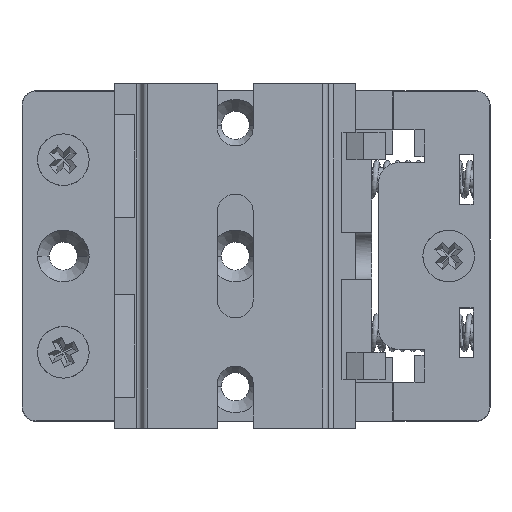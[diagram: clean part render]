
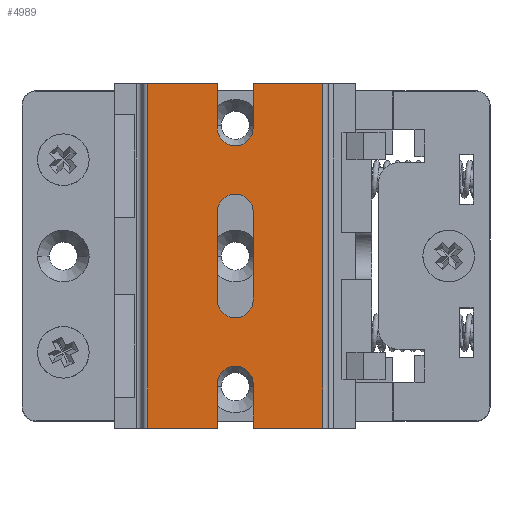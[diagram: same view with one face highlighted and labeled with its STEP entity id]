
A CAD part, top view. The second image highlights one B-rep face of the part: STEP entity #4989.
In plain terms, the highlighted face is planar.
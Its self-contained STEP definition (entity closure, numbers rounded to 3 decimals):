
#2 = LINE ( 'NONE', #14487, #24393 ) ;
#27 = CARTESIAN_POINT ( 'NONE',  ( -39.9, 18.6, 2.5 ) ) ;
#88 = VERTEX_POINT ( 'NONE', #20476 ) ;
#131 = VERTEX_POINT ( 'NONE', #18526 ) ;
#238 = CARTESIAN_POINT ( 'NONE',  ( -45.1, 0., 2.5 ) ) ;
#239 = CARTESIAN_POINT ( 'NONE',  ( -55.2, 0., 2.5 ) ) ;
#509 = CARTESIAN_POINT ( 'NONE',  ( -55.2, 0., 2.5 ) ) ;
#1057 = AXIS2_PLACEMENT_3D ( 'NONE', #17362, #17627, #11376 ) ;
#1298 = CARTESIAN_POINT ( 'NONE',  ( -45.1, 43.6, 2.5 ) ) ;
#2040 = VECTOR ( 'NONE', #8769, 1000. ) ;
#2126 = FACE_BOUND ( 'NONE', #2943, .T. ) ;
#2181 = DIRECTION ( 'NONE',  ( -1., 0., 0. ) ) ;
#2258 = AXIS2_PLACEMENT_3D ( 'NONE', #3052, #5087, #5177 ) ;
#2360 = CARTESIAN_POINT ( 'NONE',  ( -29.8, 0., 2.5 ) ) ;
#2633 = ORIENTED_EDGE ( 'NONE', *, *, #19534, .T. ) ;
#2943 = EDGE_LOOP ( 'NONE', ( #13111, #7061, #23283, #10256 ) ) ;
#2959 = EDGE_CURVE ( 'NONE', #9273, #88, #7270, .T. ) ;
#3052 = CARTESIAN_POINT ( 'NONE',  ( -42.5, 43.6, 2.5 ) ) ;
#3121 = CARTESIAN_POINT ( 'NONE',  ( -39.9, 43.6, 2.5 ) ) ;
#3243 = CARTESIAN_POINT ( 'NONE',  ( -45.1, 31.4, 2.5 ) ) ;
#3309 = CARTESIAN_POINT ( 'NONE',  ( -29.8, 50., 2.5 ) ) ;
#3333 = ORIENTED_EDGE ( 'NONE', *, *, #15042, .F. ) ;
#3742 = LINE ( 'NONE', #3309, #14207 ) ;
#3765 = EDGE_CURVE ( 'NONE', #9165, #25060, #3742, .T. ) ;
#4072 = CARTESIAN_POINT ( 'NONE',  ( -45.1, 18.6, 2.5 ) ) ;
#4152 = CARTESIAN_POINT ( 'NONE',  ( -55.2, 50., 2.5 ) ) ;
#4187 = LINE ( 'NONE', #16282, #17801 ) ;
#4989 = ADVANCED_FACE ( 'NONE', ( #2126, #12299 ), #5054, .F. ) ;
#5054 = PLANE ( 'NONE',  #1057 ) ;
#5087 = DIRECTION ( 'NONE',  ( 0., 0., 1. ) ) ;
#5098 = LINE ( 'NONE', #7504, #23478 ) ;
#5177 = DIRECTION ( 'NONE',  ( 1., 0., 0. ) ) ;
#5310 = VERTEX_POINT ( 'NONE', #4072 ) ;
#5495 = VECTOR ( 'NONE', #7332, 1000. ) ;
#5763 = ORIENTED_EDGE ( 'NONE', *, *, #22649, .T. ) ;
#5980 = LINE ( 'NONE', #239, #12657 ) ;
#6274 = CARTESIAN_POINT ( 'NONE',  ( -42.5, 6.4, 2.5 ) ) ;
#6411 = EDGE_CURVE ( 'NONE', #14047, #18273, #24251, .T. ) ;
#6533 = CARTESIAN_POINT ( 'NONE',  ( -45.1, 31.4, 2.5 ) ) ;
#6773 = CARTESIAN_POINT ( 'NONE',  ( -39.9, 31.4, 2.5 ) ) ;
#7061 = ORIENTED_EDGE ( 'NONE', *, *, #10865, .T. ) ;
#7270 = LINE ( 'NONE', #4152, #23442 ) ;
#7332 = DIRECTION ( 'NONE',  ( 0., 1., 0. ) ) ;
#7504 = CARTESIAN_POINT ( 'NONE',  ( -39.9, 6.4, 2.5 ) ) ;
#7851 = ORIENTED_EDGE ( 'NONE', *, *, #23983, .T. ) ;
#8534 = ORIENTED_EDGE ( 'NONE', *, *, #15901, .T. ) ;
#8690 = VERTEX_POINT ( 'NONE', #1298 ) ;
#8769 = DIRECTION ( 'NONE',  ( 0., -1., 0. ) ) ;
#9165 = VERTEX_POINT ( 'NONE', #20901 ) ;
#9273 = VERTEX_POINT ( 'NONE', #12401 ) ;
#9988 = LINE ( 'NONE', #18862, #2040 ) ;
#10256 = ORIENTED_EDGE ( 'NONE', *, *, #10275, .T. ) ;
#10275 = EDGE_CURVE ( 'NONE', #18273, #5310, #11912, .T. ) ;
#10324 = VECTOR ( 'NONE', #16706, 1000. ) ;
#10413 = VERTEX_POINT ( 'NONE', #14202 ) ;
#10436 = EDGE_CURVE ( 'NONE', #9165, #24795, #15089, .T. ) ;
#10865 = EDGE_CURVE ( 'NONE', #11807, #14047, #18219, .T. ) ;
#10989 = ORIENTED_EDGE ( 'NONE', *, *, #18041, .T. ) ;
#11019 = DIRECTION ( 'NONE',  ( 0., -1., 0. ) ) ;
#11062 = EDGE_CURVE ( 'NONE', #9273, #8690, #21366, .T. ) ;
#11274 = EDGE_LOOP ( 'NONE', ( #10989, #8534, #2633, #12669, #19539, #3333, #16928, #17613, #5763, #7851, #22613, #13832 ) ) ;
#11376 = DIRECTION ( 'NONE',  ( 1., 0., 0. ) ) ;
#11807 = VERTEX_POINT ( 'NONE', #27 ) ;
#11912 = LINE ( 'NONE', #3243, #25844 ) ;
#12299 = FACE_OUTER_BOUND ( 'NONE', #11274, .T. ) ;
#12401 = CARTESIAN_POINT ( 'NONE',  ( -45.1, 50., 2.5 ) ) ;
#12657 = VECTOR ( 'NONE', #16285, 1000. ) ;
#12669 = ORIENTED_EDGE ( 'NONE', *, *, #13027, .T. ) ;
#13027 = EDGE_CURVE ( 'NONE', #131, #24984, #9988, .T. ) ;
#13111 = ORIENTED_EDGE ( 'NONE', *, *, #22845, .T. ) ;
#13164 = AXIS2_PLACEMENT_3D ( 'NONE', #13364, #13447, #15489 ) ;
#13173 = VECTOR ( 'NONE', #11019, 1000. ) ;
#13358 = CARTESIAN_POINT ( 'NONE',  ( -39.9, 31.4, 2.5 ) ) ;
#13364 = CARTESIAN_POINT ( 'NONE',  ( -42.5, 18.6, 2.5 ) ) ;
#13447 = DIRECTION ( 'NONE',  ( 0., 0., 1. ) ) ;
#13615 = DIRECTION ( 'NONE',  ( 0., -1., 0. ) ) ;
#13832 = ORIENTED_EDGE ( 'NONE', *, *, #3765, .T. ) ;
#14028 = DIRECTION ( 'NONE',  ( -1., 0., 0. ) ) ;
#14047 = VERTEX_POINT ( 'NONE', #13358 ) ;
#14112 = CIRCLE ( 'NONE', #2258, 2.6 ) ;
#14202 = CARTESIAN_POINT ( 'NONE',  ( -39.9, 6.4, 2.5 ) ) ;
#14207 = VECTOR ( 'NONE', #23323, 1000. ) ;
#14487 = CARTESIAN_POINT ( 'NONE',  ( -55.2, 0., 2.5 ) ) ;
#15042 = EDGE_CURVE ( 'NONE', #88, #21436, #4187, .T. ) ;
#15089 = LINE ( 'NONE', #26143, #19833 ) ;
#15334 = DIRECTION ( 'NONE',  ( 1., 0., 0. ) ) ;
#15489 = DIRECTION ( 'NONE',  ( 1., 0., 0. ) ) ;
#15901 = EDGE_CURVE ( 'NONE', #25501, #10413, #5098, .T. ) ;
#16282 = CARTESIAN_POINT ( 'NONE',  ( -55.2, 50., 2.5 ) ) ;
#16285 = DIRECTION ( 'NONE',  ( -1., 0., 0. ) ) ;
#16511 = DIRECTION ( 'NONE',  ( -1., 0., 0. ) ) ;
#16560 = EDGE_CURVE ( 'NONE', #24984, #21436, #2, .T. ) ;
#16680 = AXIS2_PLACEMENT_3D ( 'NONE', #17177, #21154, #15334 ) ;
#16706 = DIRECTION ( 'NONE',  ( 0., 1., 0. ) ) ;
#16928 = ORIENTED_EDGE ( 'NONE', *, *, #2959, .F. ) ;
#17084 = CARTESIAN_POINT ( 'NONE',  ( -39.9, 50., 2.5 ) ) ;
#17141 = AXIS2_PLACEMENT_3D ( 'NONE', #6274, #17876, #22548 ) ;
#17177 = CARTESIAN_POINT ( 'NONE',  ( -42.5, 31.4, 2.5 ) ) ;
#17362 = CARTESIAN_POINT ( 'NONE',  ( -55.2, 50., 2.5 ) ) ;
#17613 = ORIENTED_EDGE ( 'NONE', *, *, #11062, .T. ) ;
#17627 = DIRECTION ( 'NONE',  ( 0., 0., 1. ) ) ;
#17801 = VECTOR ( 'NONE', #22535, 1000. ) ;
#17876 = DIRECTION ( 'NONE',  ( 0., 0., 1. ) ) ;
#18041 = EDGE_CURVE ( 'NONE', #25060, #25501, #5980, .T. ) ;
#18219 = LINE ( 'NONE', #6773, #10324 ) ;
#18273 = VERTEX_POINT ( 'NONE', #6533 ) ;
#18526 = CARTESIAN_POINT ( 'NONE',  ( -45.1, 6.4, 2.5 ) ) ;
#18862 = CARTESIAN_POINT ( 'NONE',  ( -45.1, 6.4, 2.5 ) ) ;
#19309 = CARTESIAN_POINT ( 'NONE',  ( -39.9, 56.4, 2.5 ) ) ;
#19534 = EDGE_CURVE ( 'NONE', #10413, #131, #21138, .T. ) ;
#19539 = ORIENTED_EDGE ( 'NONE', *, *, #16560, .T. ) ;
#19756 = LINE ( 'NONE', #19309, #5495 ) ;
#19833 = VECTOR ( 'NONE', #14028, 1000. ) ;
#20476 = CARTESIAN_POINT ( 'NONE',  ( -55.2, 50., 2.5 ) ) ;
#20901 = CARTESIAN_POINT ( 'NONE',  ( -29.8, 50., 2.5 ) ) ;
#20925 = VERTEX_POINT ( 'NONE', #3121 ) ;
#21138 = CIRCLE ( 'NONE', #17141, 2.6 ) ;
#21154 = DIRECTION ( 'NONE',  ( 0., 0., 1. ) ) ;
#21239 = CARTESIAN_POINT ( 'NONE',  ( -45.1, 56.4, 2.5 ) ) ;
#21366 = LINE ( 'NONE', #21239, #13173 ) ;
#21436 = VERTEX_POINT ( 'NONE', #509 ) ;
#21668 = CIRCLE ( 'NONE', #13164, 2.6 ) ;
#21749 = DIRECTION ( 'NONE',  ( 0., 1., 0. ) ) ;
#22535 = DIRECTION ( 'NONE',  ( 0., -1., 0. ) ) ;
#22548 = DIRECTION ( 'NONE',  ( 1., 0., 0. ) ) ;
#22613 = ORIENTED_EDGE ( 'NONE', *, *, #10436, .F. ) ;
#22649 = EDGE_CURVE ( 'NONE', #8690, #20925, #14112, .T. ) ;
#22845 = EDGE_CURVE ( 'NONE', #5310, #11807, #21668, .T. ) ;
#23283 = ORIENTED_EDGE ( 'NONE', *, *, #6411, .T. ) ;
#23323 = DIRECTION ( 'NONE',  ( 0., -1., 0. ) ) ;
#23442 = VECTOR ( 'NONE', #2181, 1000. ) ;
#23478 = VECTOR ( 'NONE', #21749, 1000. ) ;
#23623 = CARTESIAN_POINT ( 'NONE',  ( -39.9, 0., 2.5 ) ) ;
#23983 = EDGE_CURVE ( 'NONE', #20925, #24795, #19756, .T. ) ;
#24251 = CIRCLE ( 'NONE', #16680, 2.6 ) ;
#24393 = VECTOR ( 'NONE', #16511, 1000. ) ;
#24795 = VERTEX_POINT ( 'NONE', #17084 ) ;
#24984 = VERTEX_POINT ( 'NONE', #238 ) ;
#25060 = VERTEX_POINT ( 'NONE', #2360 ) ;
#25501 = VERTEX_POINT ( 'NONE', #23623 ) ;
#25844 = VECTOR ( 'NONE', #13615, 1000. ) ;
#26143 = CARTESIAN_POINT ( 'NONE',  ( -55.2, 50., 2.5 ) ) ;
